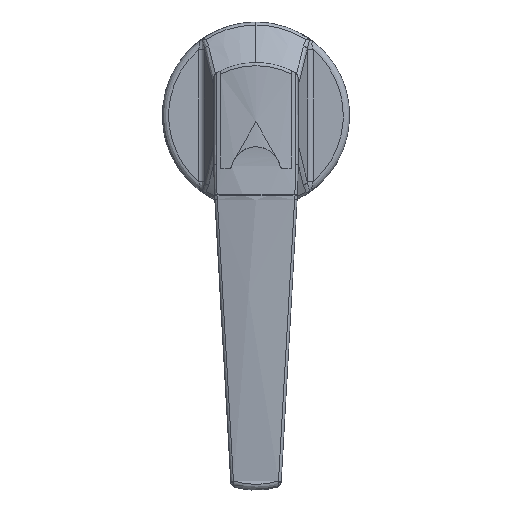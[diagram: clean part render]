
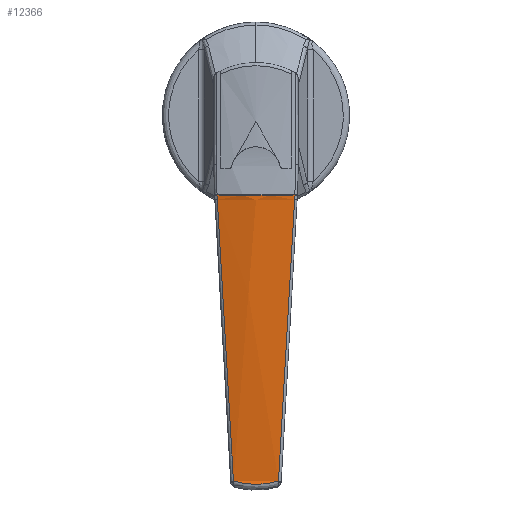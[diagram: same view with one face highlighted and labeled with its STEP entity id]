
A CAD part, front view. The second image highlights one B-rep face of the part: STEP entity #12366.
In plain terms, the highlighted free-form (B-spline) face has degree [1, 2] with [2, 3] control points.
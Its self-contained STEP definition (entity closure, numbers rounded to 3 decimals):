
#7333=CARTESIAN_POINT('',(-39.91,7.214,-117.085));
#7334=VERTEX_POINT('',#7333);
#7335=CARTESIAN_POINT('',(-39.91,-7.214,-117.085));
#7336=VERTEX_POINT('',#7335);
#7337=CARTESIAN_POINT('',(-39.91,7.214,-117.085));
#7338=CARTESIAN_POINT('',(-39.966,6.627,-117.265));
#7339=CARTESIAN_POINT('',(-40.015,6.037,-117.423));
#7340=CARTESIAN_POINT('',(-40.101,4.85,-117.693));
#7341=CARTESIAN_POINT('',(-40.173,3.655,-117.918));
#7342=CARTESIAN_POINT('',(-40.218,2.445,-118.054));
#7343=CARTESIAN_POINT('',(-40.247,1.228,-118.145));
#7344=CARTESIAN_POINT('',(-40.255,0.616,-118.169));
#7345=CARTESIAN_POINT('',(-40.255,-0.616,-118.169));
#7346=CARTESIAN_POINT('',(-40.247,-1.228,-118.145));
#7347=CARTESIAN_POINT('',(-40.218,-2.445,-118.054));
#7348=CARTESIAN_POINT('',(-40.173,-3.655,-117.918));
#7349=CARTESIAN_POINT('',(-40.101,-4.85,-117.693));
#7350=CARTESIAN_POINT('',(-40.015,-6.037,-117.423));
#7351=CARTESIAN_POINT('',(-39.966,-6.627,-117.265));
#7352=CARTESIAN_POINT('',(-39.91,-7.214,-117.085));
#7353=B_SPLINE_CURVE_WITH_KNOTS('',3,(#7337,#7338,#7339,#7340,#7341,#7342,#7343,#7344,#7345,#7346,#7347,#7348,#7349,#7350,#7351,#7352),.UNSPECIFIED.,.F.,.U.,(4,2,1,2,2,2,1,2,4),(0.0,0.125,0.25,0.375,0.5,0.625,0.75,0.875,1.0),.UNSPECIFIED.);
#7354=EDGE_CURVE('',#7334,#7336,#7353,.T.);
#8287=CARTESIAN_POINT('',(-46.786,-12.473,-25.431));
#8288=VERTEX_POINT('',#8287);
#8319=CARTESIAN_POINT('',(-46.786,12.473,-25.431));
#8320=VERTEX_POINT('',#8319);
#8334=CARTESIAN_POINT('',(-46.786,-12.473,-25.431));
#8335=CARTESIAN_POINT('',(-49.436,0.,-25.545));
#8336=CARTESIAN_POINT('',(-46.786,12.473,-25.431));
#8344=(BOUNDED_CURVE()B_SPLINE_CURVE(2,(#8334,#8335,#8336),.UNSPECIFIED.,.F.,.U.)CURVE()GEOMETRIC_REPRESENTATION_ITEM()QUASI_UNIFORM_CURVE()RATIONAL_B_SPLINE_CURVE((1.0,0.978,1.0))REPRESENTATION_ITEM(''));
#8345=EDGE_CURVE('',#8288,#8320,#8344,.T.);
#8567=CARTESIAN_POINT('',(-46.671,12.39,-26.992));
#8568=VERTEX_POINT('',#8567);
#8582=CARTESIAN_POINT('',(-46.786,12.473,-25.431));
#8583=CARTESIAN_POINT('',(-46.747,12.447,-25.952));
#8584=CARTESIAN_POINT('',(-46.709,12.42,-26.472));
#8585=CARTESIAN_POINT('',(-46.671,12.39,-26.992));
#8586=QUASI_UNIFORM_CURVE('',3,(#8582,#8583,#8584,#8585),.UNSPECIFIED.,.F.,.U.);
#8587=EDGE_CURVE('',#8320,#8568,#8586,.T.);
#8620=CARTESIAN_POINT('',(-46.671,-12.39,-26.992));
#8621=VERTEX_POINT('',#8620);
#8645=CARTESIAN_POINT('',(-46.671,-12.39,-26.992));
#8646=CARTESIAN_POINT('',(-46.709,-12.42,-26.472));
#8647=CARTESIAN_POINT('',(-46.747,-12.447,-25.952));
#8648=CARTESIAN_POINT('',(-46.786,-12.473,-25.431));
#8649=QUASI_UNIFORM_CURVE('',3,(#8645,#8646,#8647,#8648),.UNSPECIFIED.,.F.,.U.);
#8650=EDGE_CURVE('',#8621,#8288,#8649,.T.);
#8852=CARTESIAN_POINT('',(-46.671,12.39,-26.992));
#8853=CARTESIAN_POINT('',(-43.432,9.821,-71.712));
#8854=CARTESIAN_POINT('',(-39.91,7.214,-117.085));
#8862=(BOUNDED_CURVE()B_SPLINE_CURVE(2,(#8852,#8853,#8854),.UNSPECIFIED.,.F.,.U.)CURVE()GEOMETRIC_REPRESENTATION_ITEM()QUASI_UNIFORM_CURVE()RATIONAL_B_SPLINE_CURVE((1.0,0.999,1.0))REPRESENTATION_ITEM(''));
#8863=EDGE_CURVE('',#8568,#7334,#8862,.T.);
#8917=CARTESIAN_POINT('',(-39.91,-7.214,-117.085));
#8918=CARTESIAN_POINT('',(-43.432,-9.821,-71.712));
#8919=CARTESIAN_POINT('',(-46.671,-12.39,-26.992));
#8927=(BOUNDED_CURVE()B_SPLINE_CURVE(2,(#8917,#8918,#8919),.UNSPECIFIED.,.F.,.U.)CURVE()GEOMETRIC_REPRESENTATION_ITEM()QUASI_UNIFORM_CURVE()RATIONAL_B_SPLINE_CURVE((1.0,0.999,1.0))REPRESENTATION_ITEM(''));
#8928=EDGE_CURVE('',#7336,#8621,#8927,.T.);
#12344=CARTESIAN_POINT('',(-46.716,13.688,-23.037));
#12345=CARTESIAN_POINT('',(-38.478,13.688,-120.41));
#12346=CARTESIAN_POINT('',(-49.912,0.,-23.308));
#12347=CARTESIAN_POINT('',(-41.673,0.,-120.681));
#12348=CARTESIAN_POINT('',(-46.716,-13.688,-23.037));
#12349=CARTESIAN_POINT('',(-38.477,-13.688,-120.41));
#12357=(BOUNDED_SURFACE()B_SPLINE_SURFACE(1,2,((#12344,#12346,#12348),(#12345,#12347,#12349)),.UNSPECIFIED.,.F.,.F.,.U.)B_SPLINE_SURFACE_WITH_KNOTS((2,2),(3,3),(0.0,97.721),(0.0,27.741),.UNSPECIFIED.)GEOMETRIC_REPRESENTATION_ITEM()RATIONAL_B_SPLINE_SURFACE(((0.997,0.971,0.997),(0.997,0.971,0.997)))REPRESENTATION_ITEM('')SURFACE());
#12358=ORIENTED_EDGE('',*,*,#8863,.T.);
#12359=ORIENTED_EDGE('',*,*,#7354,.T.);
#12360=ORIENTED_EDGE('',*,*,#8928,.T.);
#12361=ORIENTED_EDGE('',*,*,#8650,.T.);
#12362=ORIENTED_EDGE('',*,*,#8345,.T.);
#12363=ORIENTED_EDGE('',*,*,#8587,.T.);
#12364=EDGE_LOOP('',(#12358,#12359,#12360,#12361,#12362,#12363));
#12365=FACE_OUTER_BOUND('',#12364,.T.);
#12366=ADVANCED_FACE('',(#12365),#12357,.T.);
